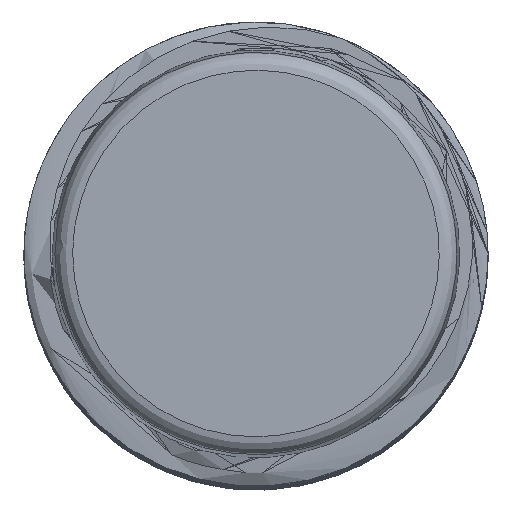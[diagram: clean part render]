
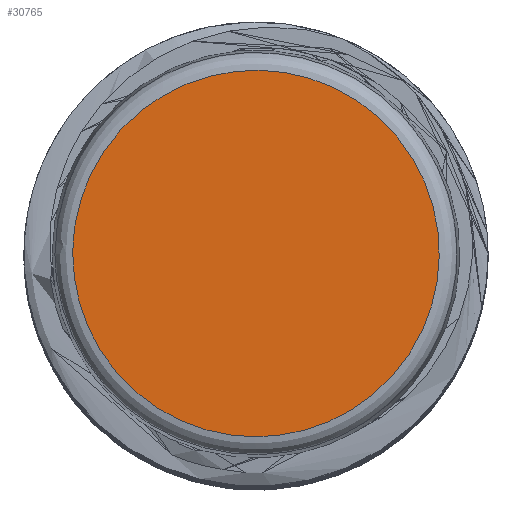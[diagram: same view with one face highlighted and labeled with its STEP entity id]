
A CAD part, top view. The second image highlights one B-rep face of the part: STEP entity #30765.
In plain terms, the highlighted free-form (B-spline) face has degree [1, 1] with [2, 2] control points.
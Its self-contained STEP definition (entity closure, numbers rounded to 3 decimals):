
#30732=CARTESIAN_POINT('',(-3.079,0.,64.));
#30733=VERTEX_POINT('',#30732);
#30740=CARTESIAN_POINT('',(-3.079,0.,64.));
#30741=CARTESIAN_POINT('',(-3.079,-3.079,64.));
#30742=CARTESIAN_POINT('',(0.,-3.079,64.));
#30743=CARTESIAN_POINT('',(3.079,-3.079,64.));
#30744=CARTESIAN_POINT('',(3.079,0.,64.));
#30745=CARTESIAN_POINT('',(3.079,3.079,64.));
#30746=CARTESIAN_POINT('',(0.,3.079,64.));
#30747=CARTESIAN_POINT('',(-3.079,3.079,64.));
#30748=CARTESIAN_POINT('',(-3.079,0.,64.));
#30749=(BOUNDED_CURVE()B_SPLINE_CURVE(2,(#30740,#30741,#30742,#30743,#30744,#30745,#30746,#30747,#30748),.CIRCULAR_ARC.,.T.,.U.)B_SPLINE_CURVE_WITH_KNOTS((3,2,2,2,3),(0.,0.25,0.5,0.75,1.),.UNSPECIFIED.)CURVE()GEOMETRIC_REPRESENTATION_ITEM()RATIONAL_B_SPLINE_CURVE((1.,0.707,1.,0.707,1.,0.707,1.,0.707,1.))REPRESENTATION_ITEM(''));
#30750=EDGE_CURVE('',#30733,#30733,#30749,.T.);
#30757=CARTESIAN_POINT('',(7.443,6.526,64.));
#30758=CARTESIAN_POINT('',(7.443,-6.526,64.));
#30759=CARTESIAN_POINT('',(-5.608,6.526,64.));
#30760=CARTESIAN_POINT('',(-5.608,-6.526,64.));
#30761=B_SPLINE_SURFACE_WITH_KNOTS('',1,1,((#30757,#30758),(#30759,#30760)),.PLANE_SURF.,.F.,.F.,.U.,(2,2),(2,2),(0.,1.),(0.,1.),.UNSPECIFIED.);
#30762=ORIENTED_EDGE('',*,*,#30750,.T.);
#30763=EDGE_LOOP('',(#30762));
#30764=FACE_OUTER_BOUND('',#30763,.T.);
#30765=ADVANCED_FACE('',(#30764),#30761,.T.);
